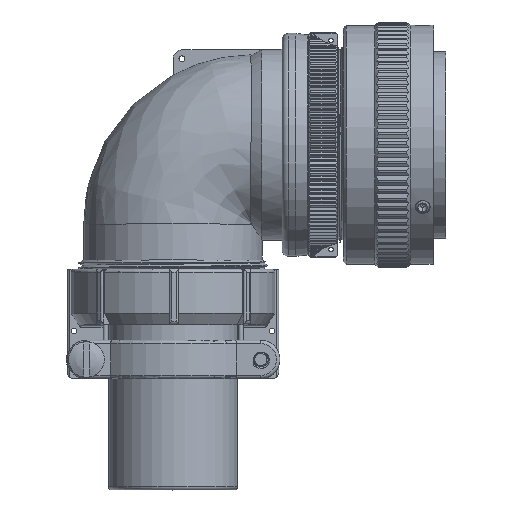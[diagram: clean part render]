
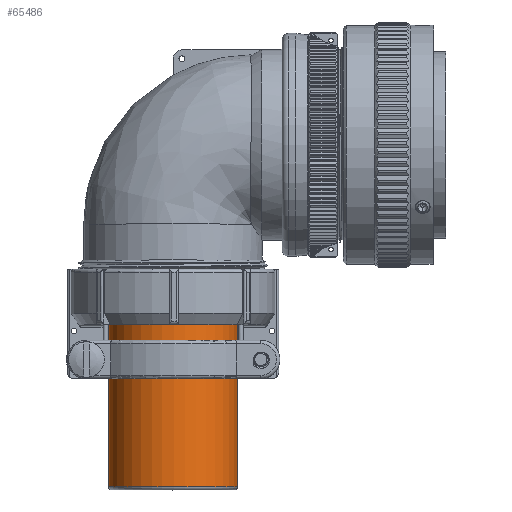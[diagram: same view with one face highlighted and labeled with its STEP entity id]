
A CAD part, top view. The second image highlights one B-rep face of the part: STEP entity #65486.
In plain terms, the highlighted cylindrical face has radius 17.335 mm (diameter 34.67 mm), a partial arc.
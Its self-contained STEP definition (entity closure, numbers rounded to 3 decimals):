
#3215=CARTESIAN_POINT('',(0.,-48.25,0.));
#3216=DIRECTION('',(0.,1.,0.));
#3217=DIRECTION('',(-1.,0.,0.009));
#3218=AXIS2_PLACEMENT_3D('',#3215,#3216,#3217);
#3225=DIRECTION('',(0.,1.,0.));
#3226=VECTOR('',#3225,43.722);
#3227=CARTESIAN_POINT('',(-17.334,-91.972,
0.154));
#3228=LINE('3711',#3227,#3226);
#3229=DIRECTION('',(0.,1.,0.));
#3230=VECTOR('',#3229,43.722);
#3231=CARTESIAN_POINT('',(17.334,-91.972,
-0.154));
#3232=LINE('3712',#3231,#3230);
#3233=CARTESIAN_POINT('',(0.,-91.972,0.));
#3234=DIRECTION('',(0.,1.,0.));
#3235=DIRECTION('',(-1.,0.,0.009));
#3236=AXIS2_PLACEMENT_3D('',#3233,#3234,#3235);
#59336=CARTESIAN_POINT('',(-17.334,-91.972,
0.154));
#59337=CARTESIAN_POINT('',(-17.334,-48.25,0.154));
#59338=VERTEX_POINT('',#59336);
#59339=VERTEX_POINT('',#59337);
#59340=CARTESIAN_POINT('',(17.334,-91.972,
-0.154));
#59341=CARTESIAN_POINT('',(17.334,-48.25,-0.154));
#59342=VERTEX_POINT('',#59340);
#59343=VERTEX_POINT('',#59341);
#65472=CARTESIAN_POINT('',(0.,-42.664,0.));
#65473=DIRECTION('',(0.,-1.,0.));
#65474=DIRECTION('',(1.,0.,-0.009));
#65475=AXIS2_PLACEMENT_3D('',#65472,#65473,#65474);
#65476=CYLINDRICAL_SURFACE('620',#65475,17.335);
#65478=ORIENTED_EDGE('3711',*,*,#65477,.T.);
#65479=ORIENTED_EDGE('3716',*,*,#65459,.T.);
#65481=ORIENTED_EDGE('3712',*,*,#65480,.F.);
#65483=ORIENTED_EDGE('3722',*,*,#65482,.F.);
#65484=EDGE_LOOP('620',(#65478,#65479,#65481,#65483));
#65485=FACE_OUTER_BOUND('620',#65484,.F.);
#3219=CIRCLE('3716',#3218,17.335);
#3237=CIRCLE('3722',#3236,17.335);
#65459=EDGE_CURVE('3716',#59339,#59343,#3219,.T.);
#65477=EDGE_CURVE('3711',#59338,#59339,#3228,.T.);
#65480=EDGE_CURVE('3712',#59342,#59343,#3232,.T.);
#65482=EDGE_CURVE('3722',#59338,#59342,#3237,.T.);
#65486=ADVANCED_FACE('620',(#65485),#65476,.T.);
